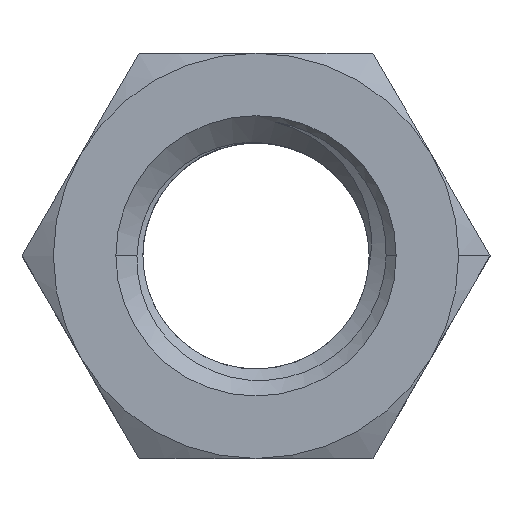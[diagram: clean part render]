
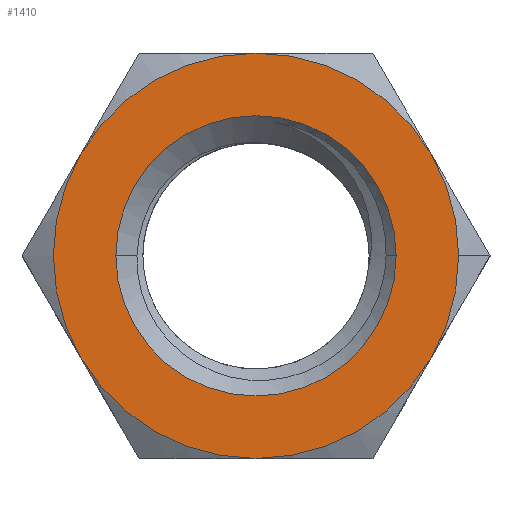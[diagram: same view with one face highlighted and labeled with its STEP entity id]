
A CAD part, top view. The second image highlights one B-rep face of the part: STEP entity #1410.
In plain terms, the highlighted planar face has unit normal (0, 0, 1).
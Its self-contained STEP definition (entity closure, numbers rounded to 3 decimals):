
#11 = CARTESIAN_POINT ( 'NONE',  ( 0., 0., 16. ) ) ;
#17 = VERTEX_POINT ( 'NONE', #321 ) ;
#22 = ORIENTED_EDGE ( 'NONE', *, *, #627, .T. ) ;
#26 = CIRCLE ( 'NONE', #579, 15. ) ;
#66 = VERTEX_POINT ( 'NONE', #1772 ) ;
#71 = CARTESIAN_POINT ( 'NONE',  ( -12.99, -7.5, 16. ) ) ;
#228 = AXIS2_PLACEMENT_3D ( 'NONE', #11, #954, #944 ) ;
#264 = AXIS2_PLACEMENT_3D ( 'NONE', #2023, #1266, #897 ) ;
#280 = VERTEX_POINT ( 'NONE', #2073 ) ;
#321 = CARTESIAN_POINT ( 'NONE',  ( -10.375, 0., 16. ) ) ;
#330 = VERTEX_POINT ( 'NONE', #995 ) ;
#332 = AXIS2_PLACEMENT_3D ( 'NONE', #1187, #1226, #1992 ) ;
#380 = AXIS2_PLACEMENT_3D ( 'NONE', #1870, #1693, #727 ) ;
#386 = EDGE_CURVE ( 'NONE', #17, #1549, #1157, .T. ) ;
#440 = CIRCLE ( 'NONE', #1015, 15. ) ;
#501 = AXIS2_PLACEMENT_3D ( 'NONE', #1351, #791, #594 ) ;
#504 = EDGE_CURVE ( 'NONE', #2307, #330, #2342, .T. ) ;
#540 = ORIENTED_EDGE ( 'NONE', *, *, #1900, .T. ) ;
#557 = AXIS2_PLACEMENT_3D ( 'NONE', #1528, #765, #1346 ) ;
#579 = AXIS2_PLACEMENT_3D ( 'NONE', #2409, #2037, #1103 ) ;
#594 = DIRECTION ( 'NONE',  ( 1., 0., 0. ) ) ;
#627 = EDGE_CURVE ( 'NONE', #1475, #66, #2081, .T. ) ;
#727 = DIRECTION ( 'NONE',  ( 1., 0., 0. ) ) ;
#752 = CARTESIAN_POINT ( 'NONE',  ( 0., 0., 16. ) ) ;
#765 = DIRECTION ( 'NONE',  ( 0., 0., 1. ) ) ;
#791 = DIRECTION ( 'NONE',  ( 0., 0., -1. ) ) ;
#815 = CARTESIAN_POINT ( 'NONE',  ( 0., 0., 16. ) ) ;
#870 = EDGE_CURVE ( 'NONE', #330, #908, #440, .T. ) ;
#877 = ORIENTED_EDGE ( 'NONE', *, *, #870, .T. ) ;
#891 = FACE_BOUND ( 'NONE', #1393, .T. ) ;
#897 = DIRECTION ( 'NONE',  ( 1., 0., 0. ) ) ;
#908 = VERTEX_POINT ( 'NONE', #1129 ) ;
#921 = CIRCLE ( 'NONE', #953, 15. ) ;
#937 = DIRECTION ( 'NONE',  ( 0., 0., 1. ) ) ;
#938 = VERTEX_POINT ( 'NONE', #1112 ) ;
#944 = DIRECTION ( 'NONE',  ( 1., 0., 0. ) ) ;
#953 = AXIS2_PLACEMENT_3D ( 'NONE', #1633, #1454, #1060 ) ;
#954 = DIRECTION ( 'NONE',  ( 0., 0., 1. ) ) ;
#995 = CARTESIAN_POINT ( 'NONE',  ( 15., 0., 16. ) ) ;
#1009 = DIRECTION ( 'NONE',  ( 1., 0., 0. ) ) ;
#1015 = AXIS2_PLACEMENT_3D ( 'NONE', #752, #937, #2257 ) ;
#1060 = DIRECTION ( 'NONE',  ( 1., 0., 0. ) ) ;
#1103 = DIRECTION ( 'NONE',  ( 1., 0., 0. ) ) ;
#1112 = CARTESIAN_POINT ( 'NONE',  ( 0., 15., 16. ) ) ;
#1114 = ORIENTED_EDGE ( 'NONE', *, *, #1301, .T. ) ;
#1124 = PLANE ( 'NONE',  #228 ) ;
#1129 = CARTESIAN_POINT ( 'NONE',  ( 12.99, 7.5, 16. ) ) ;
#1136 = CARTESIAN_POINT ( 'NONE',  ( 12.99, -7.5, 16. ) ) ;
#1157 = CIRCLE ( 'NONE', #1819, 10.375 ) ;
#1187 = CARTESIAN_POINT ( 'NONE',  ( 0., 0., 16. ) ) ;
#1192 = ORIENTED_EDGE ( 'NONE', *, *, #2313, .T. ) ;
#1226 = DIRECTION ( 'NONE',  ( 0., 0., 1. ) ) ;
#1266 = DIRECTION ( 'NONE',  ( 0., 0., 1. ) ) ;
#1301 = EDGE_CURVE ( 'NONE', #66, #2307, #2372, .T. ) ;
#1323 = ORIENTED_EDGE ( 'NONE', *, *, #2119, .T. ) ;
#1346 = DIRECTION ( 'NONE',  ( 1., 0., 0. ) ) ;
#1351 = CARTESIAN_POINT ( 'NONE',  ( 0., 0., 16. ) ) ;
#1393 = EDGE_LOOP ( 'NONE', ( #1192, #2174 ) ) ;
#1410 = ADVANCED_FACE ( 'NONE', ( #891, #2166 ), #1124, .T. ) ;
#1454 = DIRECTION ( 'NONE',  ( 0., 0., 1. ) ) ;
#1475 = VERTEX_POINT ( 'NONE', #71 ) ;
#1518 = EDGE_LOOP ( 'NONE', ( #1719, #877, #540, #1868, #1323, #22, #1114 ) ) ;
#1528 = CARTESIAN_POINT ( 'NONE',  ( 0., 0., 16. ) ) ;
#1549 = VERTEX_POINT ( 'NONE', #1923 ) ;
#1552 = CIRCLE ( 'NONE', #380, 15. ) ;
#1633 = CARTESIAN_POINT ( 'NONE',  ( 0., 0., 16. ) ) ;
#1693 = DIRECTION ( 'NONE',  ( 0., 0., 1. ) ) ;
#1719 = ORIENTED_EDGE ( 'NONE', *, *, #504, .T. ) ;
#1772 = CARTESIAN_POINT ( 'NONE',  ( 0., -15., 16. ) ) ;
#1819 = AXIS2_PLACEMENT_3D ( 'NONE', #815, #2138, #1009 ) ;
#1868 = ORIENTED_EDGE ( 'NONE', *, *, #2230, .T. ) ;
#1870 = CARTESIAN_POINT ( 'NONE',  ( 0., 0., 16. ) ) ;
#1900 = EDGE_CURVE ( 'NONE', #908, #938, #26, .T. ) ;
#1923 = CARTESIAN_POINT ( 'NONE',  ( 10.375, 0., 16. ) ) ;
#1992 = DIRECTION ( 'NONE',  ( 1., 0., 0. ) ) ;
#2023 = CARTESIAN_POINT ( 'NONE',  ( 0., 0., 16. ) ) ;
#2037 = DIRECTION ( 'NONE',  ( 0., 0., 1. ) ) ;
#2073 = CARTESIAN_POINT ( 'NONE',  ( -12.99, 7.5, 16. ) ) ;
#2081 = CIRCLE ( 'NONE', #264, 15. ) ;
#2106 = CIRCLE ( 'NONE', #501, 10.375 ) ;
#2119 = EDGE_CURVE ( 'NONE', #280, #1475, #921, .T. ) ;
#2138 = DIRECTION ( 'NONE',  ( 0., 0., -1. ) ) ;
#2166 = FACE_OUTER_BOUND ( 'NONE', #1518, .T. ) ;
#2174 = ORIENTED_EDGE ( 'NONE', *, *, #386, .T. ) ;
#2230 = EDGE_CURVE ( 'NONE', #938, #280, #1552, .T. ) ;
#2257 = DIRECTION ( 'NONE',  ( 1., 0., 0. ) ) ;
#2307 = VERTEX_POINT ( 'NONE', #1136 ) ;
#2313 = EDGE_CURVE ( 'NONE', #1549, #17, #2106, .T. ) ;
#2342 = CIRCLE ( 'NONE', #332, 15. ) ;
#2372 = CIRCLE ( 'NONE', #557, 15. ) ;
#2409 = CARTESIAN_POINT ( 'NONE',  ( 0., 0., 16. ) ) ;
